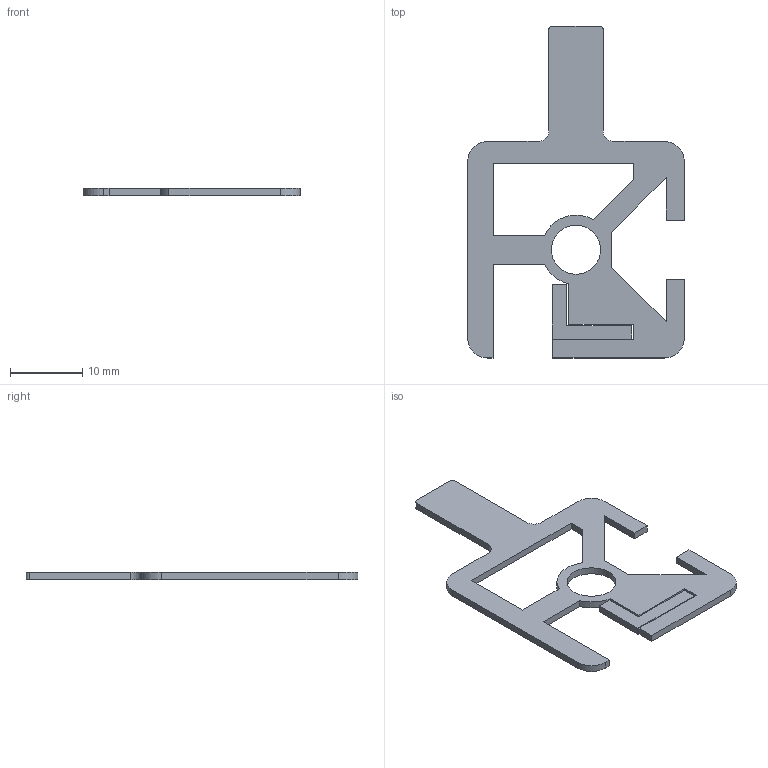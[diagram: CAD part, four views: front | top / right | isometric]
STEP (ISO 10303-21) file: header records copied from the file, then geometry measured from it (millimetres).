
FILE_DESCRIPTION(/* description */ ('C-Klemmprofil 30 komplett'),/* implementation_level */ '2;1');
FILE_NAME(/* name */ 'SP118.stp',/* time_stamp */ '2015-09-03T15:44:40+02:00',/* author */ ('sebastianschwarze'),/* organization */ (''),/* preprocessor_version */ 'ST-DEVELOPER v15.6',/* originating_system */ 'Autodesk Inventor 2015',/* authorisation */ 'Anzahl');
FILE_SCHEMA (('AUTOMOTIVE_DESIGN { 1 0 10303 214 3 1 1 }'));
Length unit declared in the file: millimetre
Products named in the file (1): SP118_extern
Bounding box: 30 x 46 x 1 mm (x, y, z)
Volume: 598.5 mm3; surface area: 1537.6 mm2
Topology: 2 solids, 2 shells, 50 faces, 139 edges, 93 vertices
Faces by surface type: plane 39, cylinder 11
Full cylindrical faces by diameter (mm): 6.8 x1
Entity records: 1610 total; most frequent: CARTESIAN_POINT 280, ORIENTED_EDGE 274, DIRECTION 261, EDGE_CURVE 137, LINE 115, VECTOR 115, VERTEX_POINT 92, AXIS2_PLACEMENT_3D 73
